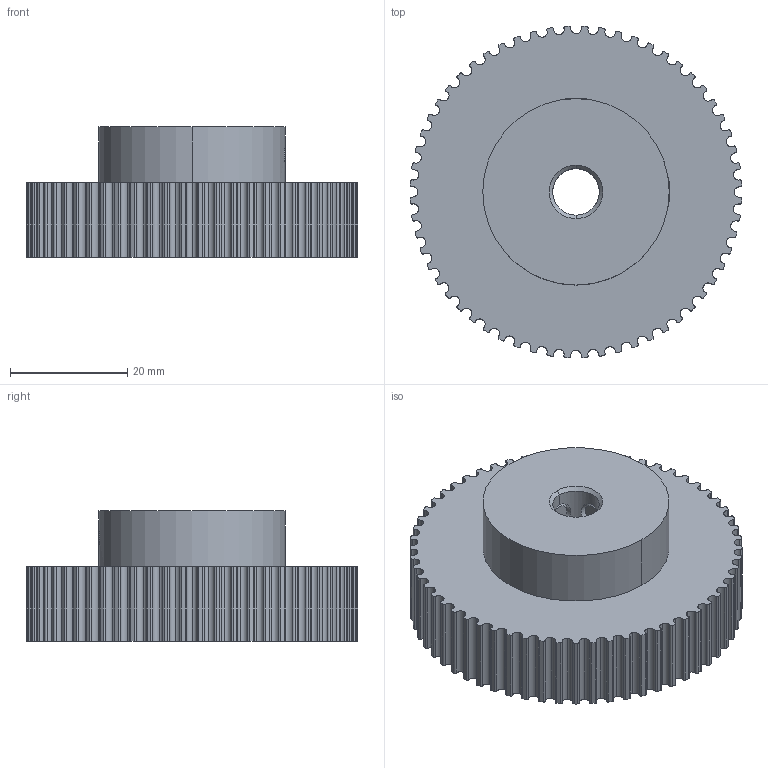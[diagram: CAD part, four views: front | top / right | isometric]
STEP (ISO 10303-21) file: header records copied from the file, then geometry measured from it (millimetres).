
FILE_DESCRIPTION((''),'2;1');
FILE_NAME('60-3M09-6A4','2018-12-21T',('SYSTEM'),(''),'PRO/ENGINEER BY PARAMETRIC TECHNOLOGY CORPORATION, 2016360','PRO/ENGINEER BY PARAMETRIC TECHNOLOGY CORPORATION, 2016360','');
FILE_SCHEMA(('AUTOMOTIVE_DESIGN { 1 0 10303 214 1 1 1 1 }'));
Length unit declared in the file: inch
Products named in the file (1): 60-3M09-6A4
Bounding box: 56.49 x 56.49 x 22.23 mm (x, y, z)
Volume: 36749.1 mm3; surface area: 9729.2 mm2
Topology: 1 solids, 1 shells, 345 faces, 1010 edges, 672 vertices
Faces by surface type: cylinder 312, plane 21, cone 12
Entity records: 12283 total; most frequent: CARTESIAN_POINT 2381, DIRECTION 2330, ORIENTED_EDGE 2020, EDGE_CURVE 1010, AXIS2_PLACEMENT_3D 983, VERTEX_POINT 672, CIRCLE 638, VECTOR 364
